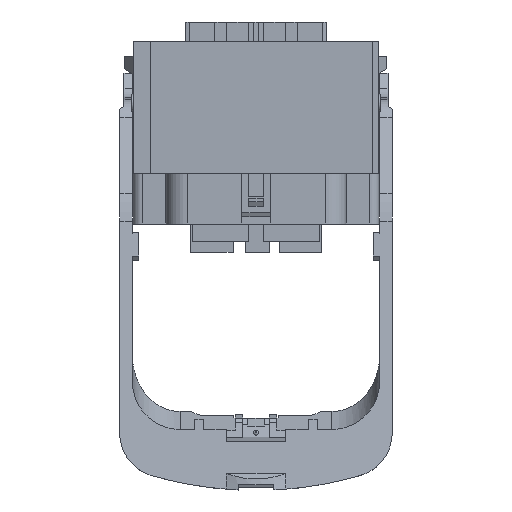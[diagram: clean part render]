
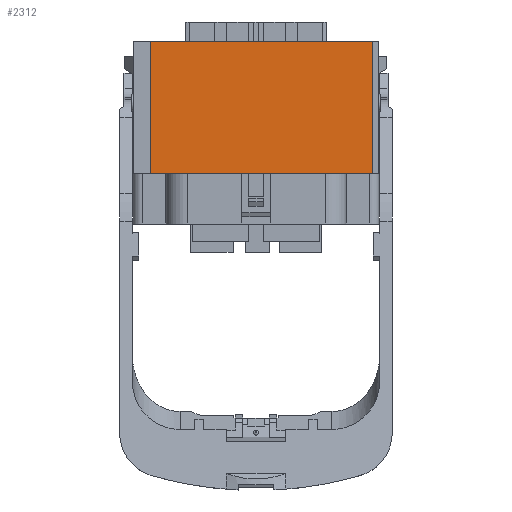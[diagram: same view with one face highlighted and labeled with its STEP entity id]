
A CAD part, left-side view. The second image highlights one B-rep face of the part: STEP entity #2312.
In plain terms, the highlighted planar face has unit normal (-1, 0, 0).
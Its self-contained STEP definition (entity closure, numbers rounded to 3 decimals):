
#1087=PLANE('',#26700);
#2312=ADVANCED_FACE('',(#3696),#1087,.F.);
#3696=FACE_OUTER_BOUND('',#4957,.T.);
#4957=EDGE_LOOP('',(#11489,#11490,#11491,#11492));
#11489=ORIENTED_EDGE('',*,*,#18449,.T.);
#11490=ORIENTED_EDGE('',*,*,#15335,.T.);
#11491=ORIENTED_EDGE('',*,*,#18450,.T.);
#11492=ORIENTED_EDGE('',*,*,#16849,.F.);
#12918=VERTEX_POINT('',#33584);
#12919=VERTEX_POINT('',#33586);
#14049=VERTEX_POINT('',#36636);
#14050=VERTEX_POINT('',#36638);
#15335=EDGE_CURVE('',#12919,#12918,#18979,.T.);
#16849=EDGE_CURVE('',#14049,#14050,#20205,.T.);
#18449=EDGE_CURVE('',#14049,#12919,#21603,.T.);
#18450=EDGE_CURVE('',#12918,#14050,#21604,.T.);
#18979=LINE('',#33585,#22124);
#20205=LINE('',#36637,#23350);
#21603=LINE('',#40153,#24748);
#21604=LINE('',#40155,#24749);
#22124=VECTOR('',#27009,1.);
#23350=VECTOR('',#29609,1.);
#24748=VECTOR('',#32563,1.);
#24749=VECTOR('',#32566,1.);
#26700=AXIS2_PLACEMENT_3D('',#40156,#32567,#32568);
#27009=DIRECTION('',(0.,1.,0.));
#29609=DIRECTION('',(0.,1.,0.));
#32563=DIRECTION('',(0.,0.,1.));
#32566=DIRECTION('',(0.,0.,-1.));
#32567=DIRECTION('',(1.,0.,0.));
#32568=DIRECTION('',(0.,1.,0.));
#33584=CARTESIAN_POINT('',(-66.88,1.225,30.65));
#33585=CARTESIAN_POINT('',(-66.88,4.239,30.65));
#33586=CARTESIAN_POINT('',(-66.88,-36.011,30.65));
#36636=CARTESIAN_POINT('',(-66.88,-36.011,8.5));
#36637=CARTESIAN_POINT('',(-66.88,3.939,8.5));
#36638=CARTESIAN_POINT('',(-66.88,1.225,8.5));
#40153=CARTESIAN_POINT('',(-66.88,-36.011,30.65));
#40155=CARTESIAN_POINT('',(-66.88,1.225,30.65));
#40156=CARTESIAN_POINT('',(-66.88,3.939,30.65));
